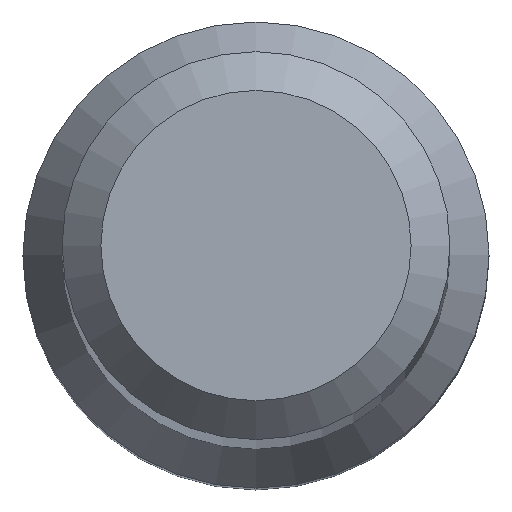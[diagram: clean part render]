
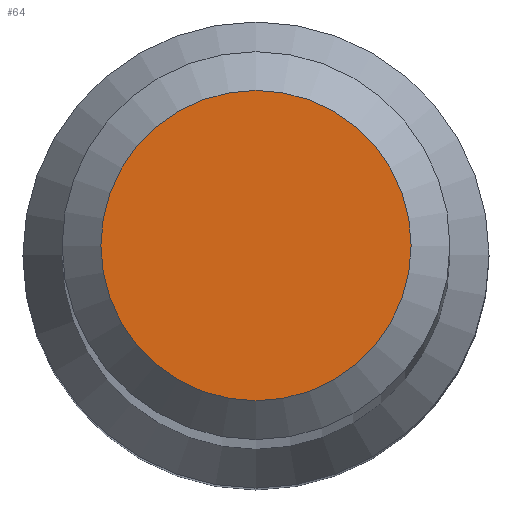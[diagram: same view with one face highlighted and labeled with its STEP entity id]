
A CAD part, top view. The second image highlights one B-rep face of the part: STEP entity #64.
In plain terms, the highlighted planar face has unit normal (0, 0, 1).
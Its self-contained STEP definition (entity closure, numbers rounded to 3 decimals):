
#15 = CARTESIAN_POINT ( 'NONE',  ( 0., 0., 101. ) ) ;
#17 = EDGE_CURVE ( 'NONE', #141, #141, #116, .T. ) ;
#42 = EDGE_LOOP ( 'NONE', ( #203 ) ) ;
#52 = DIRECTION ( 'NONE',  ( 0., -1., 0. ) ) ;
#54 = FACE_OUTER_BOUND ( 'NONE', #42, .T. ) ;
#64 = ADVANCED_FACE ( 'NONE', ( #54 ), #217, .T. ) ;
#75 = DIRECTION ( 'NONE',  ( 0., 0., -1. ) ) ;
#89 = DIRECTION ( 'NONE',  ( 0., 1., 0. ) ) ;
#116 = CIRCLE ( 'NONE', #212, 2.4 ) ;
#141 = VERTEX_POINT ( 'NONE', #183 ) ;
#160 = AXIS2_PLACEMENT_3D ( 'NONE', #15, #215, #52 ) ;
#183 = CARTESIAN_POINT ( 'NONE',  ( 0., 2.4, 101. ) ) ;
#195 = CARTESIAN_POINT ( 'NONE',  ( 0., 0., 101. ) ) ;
#203 = ORIENTED_EDGE ( 'NONE', *, *, #17, .F. ) ;
#212 = AXIS2_PLACEMENT_3D ( 'NONE', #195, #75, #89 ) ;
#215 = DIRECTION ( 'NONE',  ( 0., 0., 1. ) ) ;
#217 = PLANE ( 'NONE',  #160 ) ;
